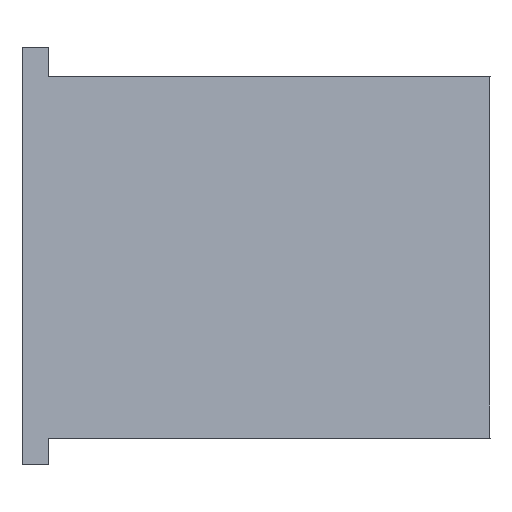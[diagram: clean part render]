
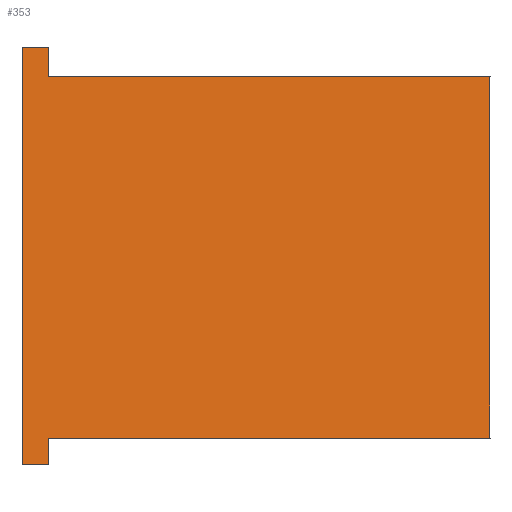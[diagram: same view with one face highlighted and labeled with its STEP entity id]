
A CAD part, left-side view. The second image highlights one B-rep face of the part: STEP entity #353.
In plain terms, the highlighted planar face has unit normal (-0.981, -0.195, 0).
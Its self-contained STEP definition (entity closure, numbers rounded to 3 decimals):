
#26=PLANE('',#392);
#48=FACE_OUTER_BOUND('',#68,.T.);
#68=EDGE_LOOP('',(#324,#325,#326,#327,#328,#329,#330,#331));
#88=LINE('',#665,#122);
#90=LINE('',#672,#124);
#96=LINE('',#684,#130);
#101=LINE('',#694,#135);
#105=LINE('',#706,#139);
#107=LINE('',#709,#141);
#112=LINE('',#718,#146);
#113=LINE('',#720,#147);
#122=VECTOR('',#425,10.);
#124=VECTOR('',#431,10.);
#130=VECTOR('',#439,10.);
#135=VECTOR('',#448,10.);
#139=VECTOR('',#456,10.);
#141=VECTOR('',#460,10.);
#146=VECTOR('',#473,10.);
#147=VECTOR('',#476,10.);
#166=VERTEX_POINT('',#662);
#167=VERTEX_POINT('',#664);
#169=VERTEX_POINT('',#670);
#170=VERTEX_POINT('',#671);
#175=VERTEX_POINT('',#682);
#178=VERTEX_POINT('',#693);
#183=VERTEX_POINT('',#703);
#184=VERTEX_POINT('',#705);
#205=EDGE_CURVE('',#167,#166,#88,.T.);
#208=EDGE_CURVE('',#169,#170,#90,.T.);
#214=EDGE_CURVE('',#170,#175,#96,.T.);
#219=EDGE_CURVE('',#178,#169,#101,.T.);
#225=EDGE_CURVE('',#184,#183,#105,.T.);
#227=EDGE_CURVE('',#166,#178,#107,.T.);
#232=EDGE_CURVE('',#175,#184,#112,.T.);
#233=EDGE_CURVE('',#183,#167,#113,.T.);
#324=ORIENTED_EDGE('',*,*,#232,.T.);
#325=ORIENTED_EDGE('',*,*,#225,.T.);
#326=ORIENTED_EDGE('',*,*,#233,.T.);
#327=ORIENTED_EDGE('',*,*,#205,.T.);
#328=ORIENTED_EDGE('',*,*,#227,.T.);
#329=ORIENTED_EDGE('',*,*,#219,.T.);
#330=ORIENTED_EDGE('',*,*,#208,.T.);
#331=ORIENTED_EDGE('',*,*,#214,.T.);
#353=ADVANCED_FACE('',(#48),#26,.T.);
#392=AXIS2_PLACEMENT_3D('',#721,#477,#478);
#425=DIRECTION('',(0.,0.,-1.));
#431=DIRECTION('',(0.195,-0.981,0.));
#439=DIRECTION('',(0.,0.,1.));
#448=DIRECTION('',(0.,0.,1.));
#456=DIRECTION('',(0.,0.,1.));
#460=DIRECTION('',(0.195,-0.981,0.));
#473=DIRECTION('',(-0.195,0.981,0.));
#476=DIRECTION('',(-0.195,0.981,0.));
#477=DIRECTION('center_axis',(-0.981,-0.195,0.));
#478=DIRECTION('ref_axis',(0.,0.,1.));
#662=CARTESIAN_POINT('',(27.115,63.,1.));
#664=CARTESIAN_POINT('',(27.115,63.,33.));
#665=CARTESIAN_POINT('',(27.115,63.,17.));
#670=CARTESIAN_POINT('',(27.512,61.,3.05));
#671=CARTESIAN_POINT('',(34.237,27.137,3.05));
#672=CARTESIAN_POINT('',(30.633,45.287,3.05));
#682=CARTESIAN_POINT('',(34.237,27.137,30.75));
#684=CARTESIAN_POINT('',(34.237,27.137,24.));
#693=CARTESIAN_POINT('',(27.512,61.,1.));
#694=CARTESIAN_POINT('',(27.512,61.,17.));
#703=CARTESIAN_POINT('',(27.512,61.,33.));
#705=CARTESIAN_POINT('',(27.512,61.,30.75));
#706=CARTESIAN_POINT('',(27.512,61.,17.));
#709=CARTESIAN_POINT('',(29.621,50.381,1.));
#718=CARTESIAN_POINT('',(30.633,45.287,30.75));
#720=CARTESIAN_POINT('',(28.483,56.113,33.));
#721=CARTESIAN_POINT('Origin',(30.573,45.589,17.));
